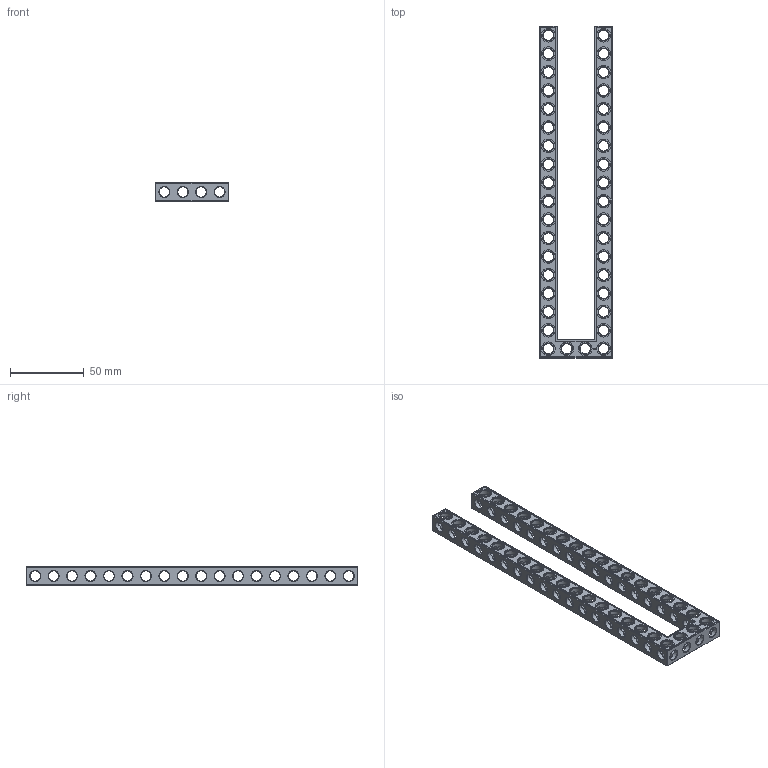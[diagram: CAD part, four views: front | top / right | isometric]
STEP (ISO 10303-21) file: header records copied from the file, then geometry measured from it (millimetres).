
FILE_DESCRIPTION(('FreeCAD Model'),'2;1');
FILE_NAME('Open CASCADE Shape Model','2022-02-23T16:05:17',( 'Paulo Kiefe'),('STEMFIE.org'),'Open CASCADE STEP processor 7.4', 'FreeCAD','Unknown');
FILE_SCHEMA(('AUTOMOTIVE_DESIGN { 1 0 10303 214 1 1 1 1 }'));
Products named in the file (1): Beam_AGD_ESS_USH_SYM_BU04x18x01_-_SPN-BEM-0336_(stemfie.org)
Bounding box: 50 x 225 x 12.5 mm (x, y, z)
Volume: 37143.7 mm3; surface area: 33155.5 mm2
Topology: 1 solids, 1 shells, 1001 faces, 3032 edges, 1952 vertices
Faces by surface type: plane 412, cylinder 229, extrusion 206, cone 154
Full cylindrical faces by diameter (mm): 6.98 x38, 7 x153, 9.2 x38
Entity records: 242107 total; most frequent: CARTESIAN_POINT 186147, DIRECTION 8768, ORIENTED_EDGE 6064, PCURVE 6064, DEFINITIONAL_REPRESENTATION 6064, VECTOR 5668, LINE 5462, EDGE_CURVE 3032
